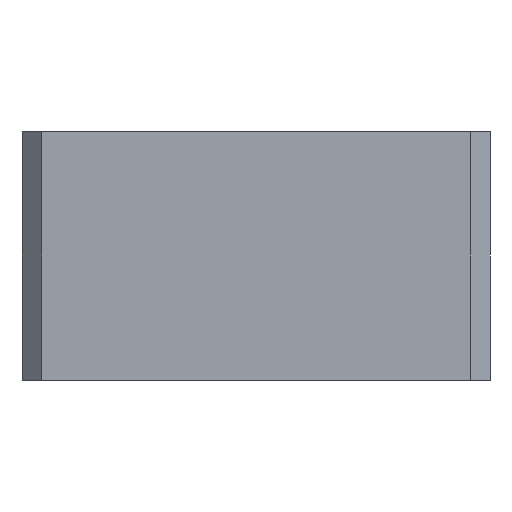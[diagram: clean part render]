
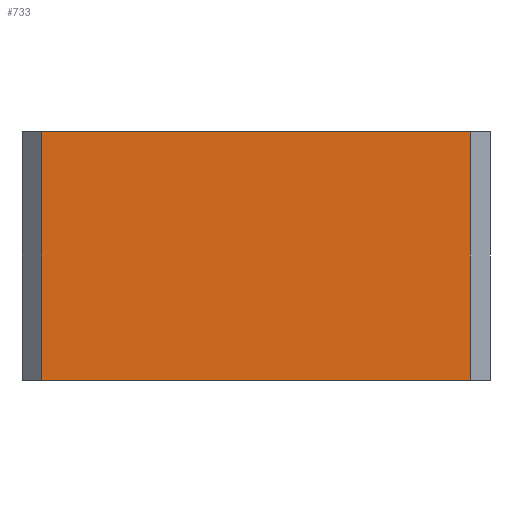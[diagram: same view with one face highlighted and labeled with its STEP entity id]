
A CAD part, left-side view. The second image highlights one B-rep face of the part: STEP entity #733.
In plain terms, the highlighted planar face has unit normal (-1, 0, 0).
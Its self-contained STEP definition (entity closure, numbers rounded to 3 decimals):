
#3 = ORIENTED_EDGE ( 'NONE', *, *, #104, .T. ) ;
#4 = CARTESIAN_POINT ( 'NONE',  ( -13.4, -4.6, 5. ) ) ;
#31 = VERTEX_POINT ( 'NONE', #249 ) ;
#85 = DIRECTION ( 'NONE',  ( 0., -1., 0. ) ) ;
#89 = AXIS2_PLACEMENT_3D ( 'NONE', #4, #700, #472 ) ;
#102 = CARTESIAN_POINT ( 'NONE',  ( -13.4, 4., 5. ) ) ;
#104 = EDGE_CURVE ( 'NONE', #238, #418, #686, .T. ) ;
#135 = ORIENTED_EDGE ( 'NONE', *, *, #485, .F. ) ;
#176 = DIRECTION ( 'NONE',  ( 0., -1., 0. ) ) ;
#185 = LINE ( 'NONE', #673, #605 ) ;
#206 = VECTOR ( 'NONE', #306, 1000. ) ;
#223 = CARTESIAN_POINT ( 'NONE',  ( -13.4, 4., 5. ) ) ;
#229 = CARTESIAN_POINT ( 'NONE',  ( -13.4, -4.6, 0. ) ) ;
#238 = VERTEX_POINT ( 'NONE', #223 ) ;
#249 = CARTESIAN_POINT ( 'NONE',  ( -13.4, -4.6, 5. ) ) ;
#258 = ORIENTED_EDGE ( 'NONE', *, *, #317, .T. ) ;
#299 = ORIENTED_EDGE ( 'NONE', *, *, #466, .F. ) ;
#306 = DIRECTION ( 'NONE',  ( 0., 0., -1. ) ) ;
#317 = EDGE_CURVE ( 'NONE', #418, #324, #759, .T. ) ;
#324 = VERTEX_POINT ( 'NONE', #229 ) ;
#344 = PLANE ( 'NONE',  #89 ) ;
#363 = LINE ( 'NONE', #611, #206 ) ;
#371 = CARTESIAN_POINT ( 'NONE',  ( -13.4, 4., 0. ) ) ;
#418 = VERTEX_POINT ( 'NONE', #371 ) ;
#442 = DIRECTION ( 'NONE',  ( 0., 0., -1. ) ) ;
#457 = FACE_OUTER_BOUND ( 'NONE', #511, .T. ) ;
#466 = EDGE_CURVE ( 'NONE', #31, #324, #363, .T. ) ;
#472 = DIRECTION ( 'NONE',  ( 0., 0., -1. ) ) ;
#485 = EDGE_CURVE ( 'NONE', #238, #31, #185, .T. ) ;
#511 = EDGE_LOOP ( 'NONE', ( #258, #299, #135, #3 ) ) ;
#587 = CARTESIAN_POINT ( 'NONE',  ( -13.4, -4.6, 0. ) ) ;
#604 = VECTOR ( 'NONE', #176, 1000. ) ;
#605 = VECTOR ( 'NONE', #85, 1000. ) ;
#611 = CARTESIAN_POINT ( 'NONE',  ( -13.4, -4.6, 5. ) ) ;
#649 = VECTOR ( 'NONE', #442, 1000. ) ;
#673 = CARTESIAN_POINT ( 'NONE',  ( -13.4, -4.6, 5. ) ) ;
#686 = LINE ( 'NONE', #102, #649 ) ;
#700 = DIRECTION ( 'NONE',  ( 1., 0., 0. ) ) ;
#733 = ADVANCED_FACE ( 'NONE', ( #457 ), #344, .F. ) ;
#759 = LINE ( 'NONE', #587, #604 ) ;
